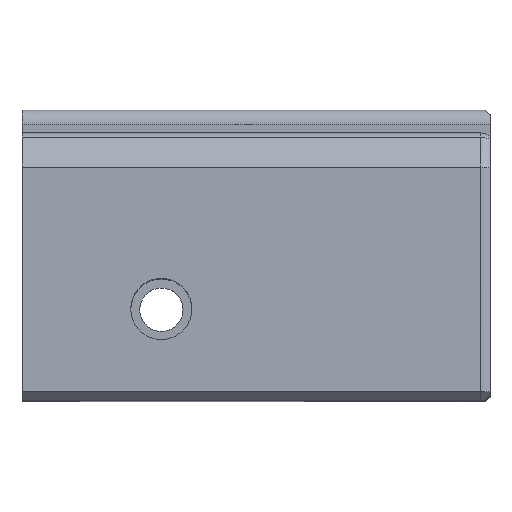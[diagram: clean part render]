
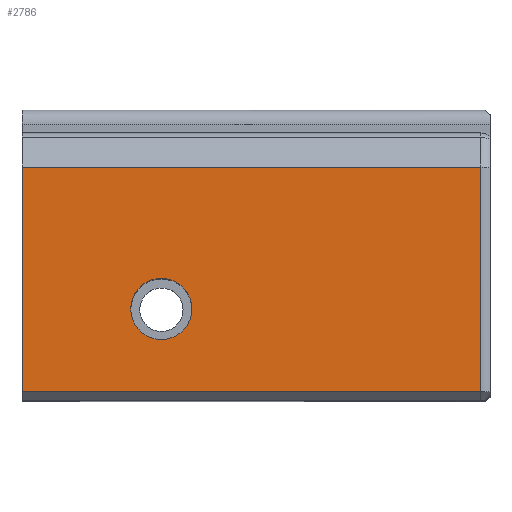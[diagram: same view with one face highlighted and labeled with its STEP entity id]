
A CAD part, top view. The second image highlights one B-rep face of the part: STEP entity #2786.
In plain terms, the highlighted planar face has unit normal (0, 0, 1).
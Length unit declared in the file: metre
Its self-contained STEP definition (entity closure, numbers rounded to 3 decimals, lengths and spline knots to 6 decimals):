
#45=PLANE('',#3011);
#284=LINE('',#4361,#591);
#305=LINE('',#4435,#612);
#336=LINE('',#4499,#643);
#357=LINE('',#4542,#664);
#591=VECTOR('',#3454,1.);
#612=VECTOR('',#3521,1.);
#643=VECTOR('',#3574,1.);
#664=VECTOR('',#3611,1.);
#1157=ORIENTED_EDGE('',*,*,#1871,.F.);
#1158=ORIENTED_EDGE('',*,*,#1638,.F.);
#1159=ORIENTED_EDGE('',*,*,#1872,.F.);
#1160=ORIENTED_EDGE('',*,*,#1815,.T.);
#1161=ORIENTED_EDGE('',*,*,#1849,.T.);
#1162=ORIENTED_EDGE('',*,*,#1778,.T.);
#1638=EDGE_CURVE('',#2046,#2047,#2292,.T.);
#1778=EDGE_CURVE('',#2164,#2165,#284,.T.);
#1815=EDGE_CURVE('',#2189,#2188,#305,.T.);
#1849=EDGE_CURVE('',#2188,#2164,#336,.T.);
#1871=EDGE_CURVE('',#2047,#2046,#2326,.T.);
#1872=EDGE_CURVE('',#2189,#2165,#357,.T.);
#2046=VERTEX_POINT('',#4072);
#2047=VERTEX_POINT('',#4074);
#2164=VERTEX_POINT('',#4352);
#2165=VERTEX_POINT('',#4356);
#2188=VERTEX_POINT('',#4434);
#2189=VERTEX_POINT('',#4436);
#2292=CIRCLE('',#2933,0.00325);
#2326=CIRCLE('',#3012,0.00325);
#2430=EDGE_LOOP('',(#1157,#1158));
#2431=EDGE_LOOP('',(#1159,#1160,#1161,#1162));
#2598=FACE_BOUND('',#2430,.T.);
#2599=FACE_BOUND('',#2431,.T.);
#2786=ADVANCED_FACE('',(#2598,#2599),#45,.F.);
#2933=AXIS2_PLACEMENT_3D('',#4073,#3260,#3261);
#3011=AXIS2_PLACEMENT_3D('',#4540,#3607,#3608);
#3012=AXIS2_PLACEMENT_3D('',#4541,#3609,#3610);
#3260=DIRECTION('',(0.,0.,1.));
#3261=DIRECTION('',(0.,-1.,0.));
#3454=DIRECTION('',(0.,1.,0.));
#3521=DIRECTION('',(0.,-1.,0.));
#3574=DIRECTION('',(1.,0.,0.));
#3607=DIRECTION('',(0.,0.,-1.));
#3608=DIRECTION('',(-1.,0.,0.));
#3609=DIRECTION('',(0.,0.,1.));
#3610=DIRECTION('',(0.,-1.,0.));
#3611=DIRECTION('',(1.,0.,0.));
#4072=CARTESIAN_POINT('',(0.01185,0.010518,0.0475));
#4073=CARTESIAN_POINT('',(0.01185,0.007268,0.0475));
#4074=CARTESIAN_POINT('',(0.01185,0.004018,0.0475));
#4352=CARTESIAN_POINT('',(0.04575,-0.0015,0.0475));
#4356=CARTESIAN_POINT('',(0.04575,0.022335,0.0475));
#4361=CARTESIAN_POINT('',(0.04575,0.022335,0.0475));
#4434=CARTESIAN_POINT('',(-0.00295,-0.0015,0.0475));
#4435=CARTESIAN_POINT('',(-0.00295,0.335305,0.0475));
#4436=CARTESIAN_POINT('',(-0.00295,0.022335,0.0475));
#4499=CARTESIAN_POINT('',(0.04575,-0.0015,0.0475));
#4540=CARTESIAN_POINT('',(0.008248,0.011168,0.0475));
#4541=CARTESIAN_POINT('',(0.01185,0.007268,0.0475));
#4542=CARTESIAN_POINT('',(0.008248,0.022335,0.0475));
